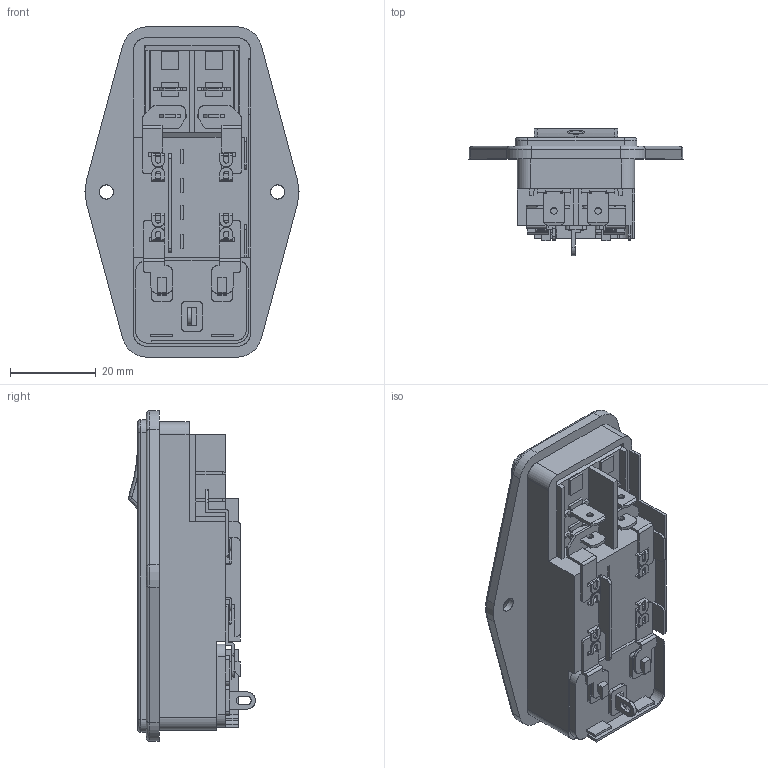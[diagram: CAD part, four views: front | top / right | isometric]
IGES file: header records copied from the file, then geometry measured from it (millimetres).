
Start section: SolidWorks IGES file using analytic representation for surfaces
Global section: file name: 10C2.IGS; native system: SolidWorks 2005 by SolidWorks Corporation; preprocessor: SolidWorks 2005 by SolidWorks Corporation; author: MAX.HSIEH; date: 110714.110750; units: millimetre
Bounding box: 50 x 29.66 x 77.2 mm (x, y, z)
Surface area: 17218.1 mm2 (no closed solid volume)
Topology: 0 solids, 0 shells, 755 faces, 6011 edges, 6011 vertices
Faces by surface type: bspline 571, revolution 184
